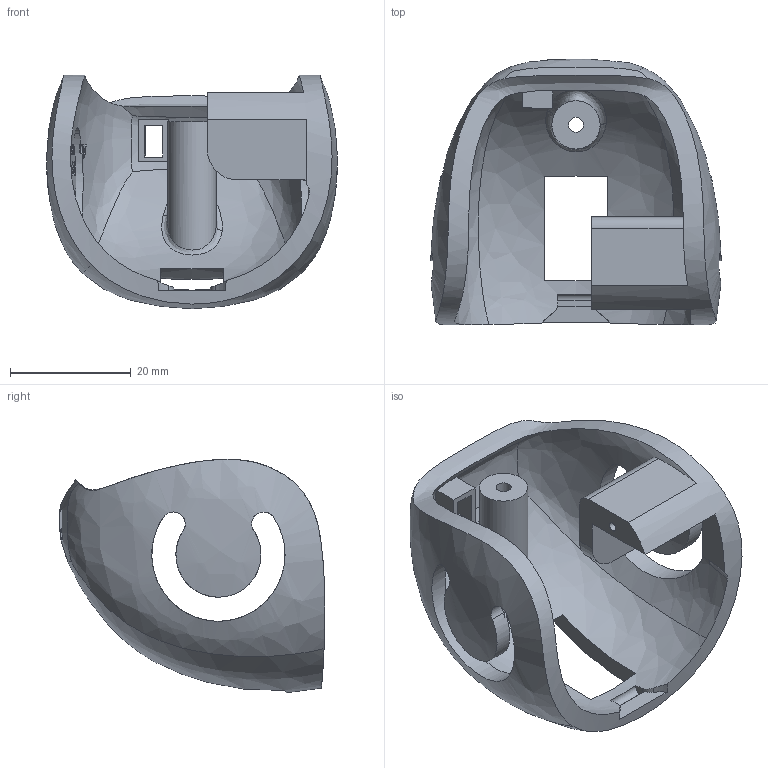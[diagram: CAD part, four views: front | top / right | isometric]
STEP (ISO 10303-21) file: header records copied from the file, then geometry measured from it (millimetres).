
FILE_DESCRIPTION(/* description */ (''),/* implementation_level */ '2;1');
FILE_NAME(/* name */ '',/* time_stamp */ '2024-06-24T22:11:10+08:00',/* author */ (''),/* organization */ (''),/* preprocessor_version */ 'ST-DEVELOPER v20',/* originating_system */ 'Autodesk Translation Framework v13.14.0.145',/* authorisation */ '');
FILE_SCHEMA (('AUTOMOTIVE_DESIGN { 1 0 10303 214 3 1 1 }'));
Length unit declared in the file: millimetre
Products named in the file (1): 身体后壳-绿荫修改版
Bounding box: 48.2 x 44.05 x 38.73 mm (x, y, z)
Volume: 13318.5 mm3; surface area: 10746.6 mm2
Topology: 1 solids, 1 shells, 427 faces, 1252 edges, 854 vertices
Faces by surface type: bspline 209, plane 127, cylinder 91
Full cylindrical faces by diameter (mm): 1.5 x1, 2.5 x1, 4.5 x1, 8 x1
Entity records: 27792 total; most frequent: CARTESIAN_POINT 17930, ORIENTED_EDGE 2504, DIRECTION 1275, EDGE_CURVE 1252, VERTEX_POINT 854, B_SPLINE_CURVE_WITH_KNOTS 621, EDGE_LOOP 464, FACE_OUTER_BOUND 427
